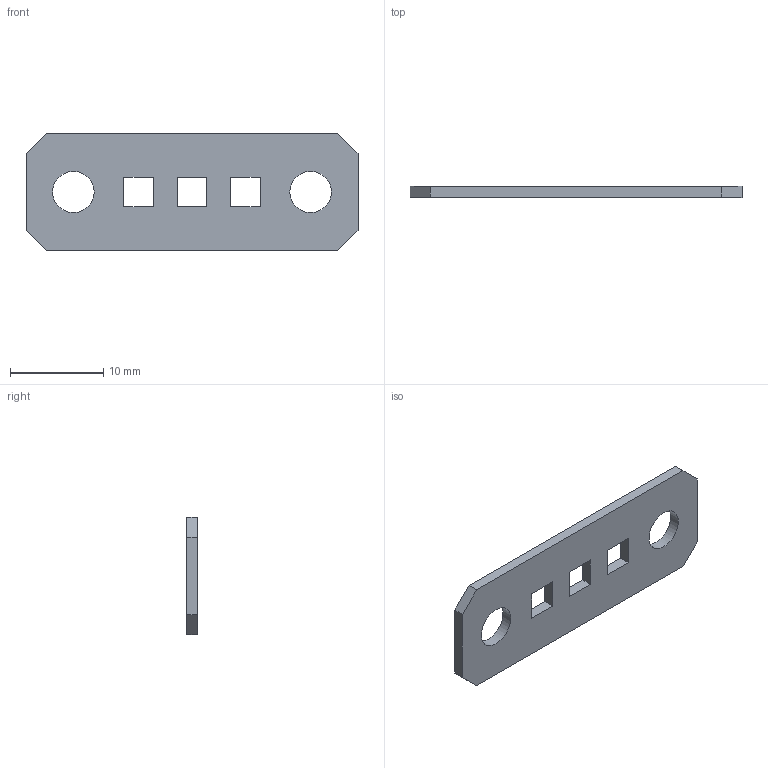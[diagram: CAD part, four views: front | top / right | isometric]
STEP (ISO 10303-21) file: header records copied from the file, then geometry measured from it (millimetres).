
FILE_DESCRIPTION(/* description */ (''),/* implementation_level */ '2;1');
FILE_NAME(/* name */ 'Square (or Drive) Shaft Bar Lock.ipt.step',/* time_stamp */ '2020-04-16T23:04:11-04:00',/* author */ ('Jordan'),/* organization */ (''),/* preprocessor_version */ 'ST-DEVELOPER v17',/* originating_system */ 'Autodesk Inventor 2019',/* authorisation */ '');
FILE_SCHEMA (('AUTOMOTIVE_DESIGN { 1 0 10303 214 3 1 1 }'));
Length unit declared in the file: inch
Products named in the file (1): Square (or Drive) Shaft Bar Lock
Bounding box: 35.56 x 1.17 x 12.57 mm (x, y, z)
Volume: 439.3 mm3; surface area: 936.1 mm2
Topology: 1 solids, 1 shells, 24 faces, 97 edges, 97 vertices
Faces by surface type: plane 22, cylinder 2
Full cylindrical faces by diameter (mm): 4.445 x2
Entity records: 987 total; most frequent: CARTESIAN_POINT 192, ORIENTED_EDGE 140, DIRECTION 138, EDGE_CURVE 70, LINE 62, VECTOR 62, VERTEX_POINT 48, AXIS2_PLACEMENT_3D 38
